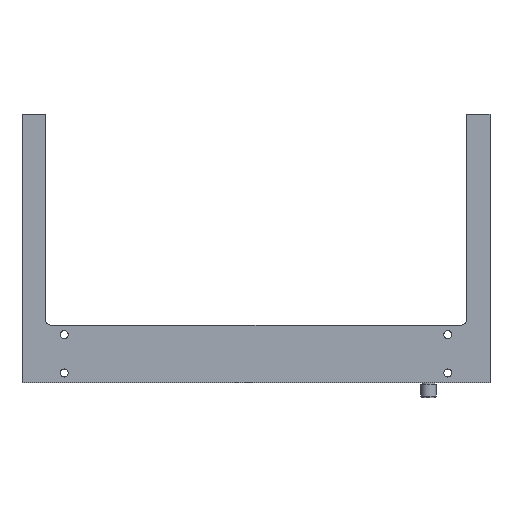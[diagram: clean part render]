
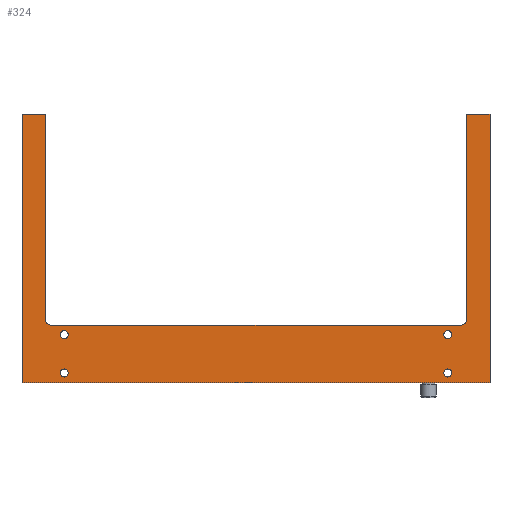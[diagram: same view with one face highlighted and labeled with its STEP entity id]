
A CAD part, top view. The second image highlights one B-rep face of the part: STEP entity #324.
In plain terms, the highlighted planar face has unit normal (0, 0, 1).
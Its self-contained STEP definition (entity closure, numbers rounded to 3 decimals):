
#214=VERTEX_POINT('',#607);
#216=VERTEX_POINT('',#609);
#224=EDGE_CURVE('',#524,#624,#625,.T.);
#230=EDGE_CURVE('',#468,#476,#631,.T.);
#232=EDGE_CURVE('',#436,#308,#633,.T.);
#238=EDGE_CURVE('',#476,#641,#642,.T.);
#292=EDGE_CURVE('',#216,#440,#713,.T.);
#302=VERTEX_POINT('',#725);
#308=VERTEX_POINT('',#732);
#312=EDGE_CURVE('',#328,#738,#739,.T.);
#324=ADVANCED_FACE('',(#756,#757,#758,#759,#760),#761,.T.);
#326=EDGE_CURVE('',#624,#524,#763,.T.);
#328=VERTEX_POINT('',#765);
#336=VERTEX_POINT('',#776);
#344=EDGE_CURVE('',#214,#785,#786,.T.);
#350=EDGE_CURVE('',#302,#793,#794,.T.);
#358=VERTEX_POINT('',#803);
#382=EDGE_CURVE('',#785,#214,#835,.T.);
#436=VERTEX_POINT('',#904);
#440=VERTEX_POINT('',#909);
#442=EDGE_CURVE('',#336,#216,#911,.T.);
#450=EDGE_CURVE('',#474,#925,#926,.T.);
#462=EDGE_CURVE('',#925,#474,#940,.T.);
#464=EDGE_CURVE('',#738,#328,#942,.T.);
#466=EDGE_CURVE('',#358,#302,#944,.T.);
#468=VERTEX_POINT('',#946);
#474=VERTEX_POINT('',#953);
#476=VERTEX_POINT('',#955);
#492=EDGE_CURVE('',#793,#468,#977,.T.);
#524=VERTEX_POINT('',#1015);
#538=EDGE_CURVE('',#440,#554,#1034,.T.);
#540=EDGE_CURVE('',#554,#436,#1036,.T.);
#548=EDGE_CURVE('',#641,#336,#1046,.T.);
#554=VERTEX_POINT('',#1052);
#586=EDGE_CURVE('',#308,#358,#1089,.T.);
#607=CARTESIAN_POINT('',(-102.1,-65.0,6.0));
#609=CARTESIAN_POINT('',(110.0,70.0,6.));
#624=VERTEX_POINT('',#1118);
#625=CIRCLE('',#1119,2.1);
#631=LINE('',#1126,#1127);
#633=LINE('',#1130,#1131);
#641=VERTEX_POINT('',#1141);
#642=CIRCLE('',#1142,3.0);
#713=LINE('',#1227,#1228);
#725=CARTESIAN_POINT('',(-110.0,-37.0,6.0));
#732=CARTESIAN_POINT('',(-122.0,70.0,6.));
#738=VERTEX_POINT('',#1255);
#739=CIRCLE('',#1256,2.1);
#756=FACE_BOUND('',#1275,.T.);
#757=FACE_BOUND('',#1276,.T.);
#758=FACE_BOUND('',#1277,.T.);
#759=FACE_BOUND('',#1278,.T.);
#760=FACE_OUTER_BOUND('',#1279,.T.);
#761=PLANE('',#1280);
#763=CIRCLE('',#1283,2.1);
#765=CARTESIAN_POINT('',(-102.1,-45.0,6.0));
#776=CARTESIAN_POINT('',(110.0,-37.0,6.0));
#785=VERTEX_POINT('',#1311);
#786=CIRCLE('',#1312,2.1);
#793=VERTEX_POINT('',#1322);
#794=CIRCLE('',#1323,3.0);
#803=CARTESIAN_POINT('',(-110.0,70.0,6.));
#835=CIRCLE('',#1375,2.1);
#904=CARTESIAN_POINT('',(-122.0,-70.0,6.0));
#909=CARTESIAN_POINT('',(122.0,70.0,6.));
#911=LINE('',#1469,#1470);
#925=VERTEX_POINT('',#1485);
#926=CIRCLE('',#1486,2.1);
#940=CIRCLE('',#1506,2.1);
#942=CIRCLE('',#1509,2.1);
#944=LINE('',#1512,#1513);
#946=CARTESIAN_POINT('',(-107.0,-40.0,6.0));
#953=CARTESIAN_POINT('',(97.9,-45.0,6.0));
#955=CARTESIAN_POINT('',(107.0,-40.0,6.0));
#977=CIRCLE('',#1549,3.0);
#1015=CARTESIAN_POINT('',(97.9,-65.0,6.0));
#1034=LINE('',#1623,#1624);
#1036=LINE('',#1627,#1628);
#1046=CIRCLE('',#1641,3.0);
#1052=CARTESIAN_POINT('',(122.0,-70.0,6.0));
#1089=LINE('',#1700,#1701);
#1118=CARTESIAN_POINT('',(102.1,-65.0,6.0));
#1119=AXIS2_PLACEMENT_3D('',#1743,#1744,#1745);
#1126=CARTESIAN_POINT('',(-107.0,-40.0,6.0));
#1127=VECTOR('',#1746,1.0);
#1130=CARTESIAN_POINT('',(-122.0,-70.0,6.0));
#1131=VECTOR('',#1747,1.0);
#1141=CARTESIAN_POINT('',(109.121,-39.121,6.0));
#1142=AXIS2_PLACEMENT_3D('',#1759,#1760,#1761);
#1227=CARTESIAN_POINT('',(110.0,70.0,6.));
#1228=VECTOR('',#1874,1.0);
#1255=CARTESIAN_POINT('',(-97.9,-45.0,6.0));
#1256=AXIS2_PLACEMENT_3D('',#1903,#1904,#1905);
#1275=EDGE_LOOP('',(#1940,#1941));
#1276=EDGE_LOOP('',(#1942,#1943));
#1277=EDGE_LOOP('',(#1944,#1945));
#1278=EDGE_LOOP('',(#1946,#1947));
#1279=EDGE_LOOP('',(#1948,#1949,#1950,#1951,#1952,#1953,#1954,#1955,#1956,#1957,#1958,#1959));
#1280=AXIS2_PLACEMENT_3D('',#1960,#1961,#1962);
#1283=AXIS2_PLACEMENT_3D('',#1963,#1964,#1965);
#1311=CARTESIAN_POINT('',(-97.9,-65.0,6.0));
#1312=AXIS2_PLACEMENT_3D('',#1995,#1996,#1997);
#1322=CARTESIAN_POINT('',(-109.121,-39.121,6.0));
#1323=AXIS2_PLACEMENT_3D('',#1999,#2000,#2001);
#1375=AXIS2_PLACEMENT_3D('',#2049,#2050,#2051);
#1469=CARTESIAN_POINT('',(110.0,-37.0,6.0));
#1470=VECTOR('',#2174,1.0);
#1485=CARTESIAN_POINT('',(102.1,-45.0,6.0));
#1486=AXIS2_PLACEMENT_3D('',#2201,#2202,#2203);
#1506=AXIS2_PLACEMENT_3D('',#2229,#2230,#2231);
#1509=AXIS2_PLACEMENT_3D('',#2232,#2233,#2234);
#1512=CARTESIAN_POINT('',(-110.0,70.0,6.));
#1513=VECTOR('',#2235,1.0);
#1549=AXIS2_PLACEMENT_3D('',#2286,#2287,#2288);
#1623=CARTESIAN_POINT('',(122.0,70.0,6.));
#1624=VECTOR('',#2362,1.0);
#1627=CARTESIAN_POINT('',(122.0,-70.0,6.0));
#1628=VECTOR('',#2363,1.0);
#1641=AXIS2_PLACEMENT_3D('',#2375,#2376,#2377);
#1700=CARTESIAN_POINT('',(-122.0,70.0,6.));
#1701=VECTOR('',#2425,1.0);
#1743=CARTESIAN_POINT('',(100.0,-65.0,6.0));
#1744=DIRECTION('',(0.0,0.0,-1.0));
#1745=DIRECTION('',(1.0,0.0,0.0));
#1746=DIRECTION('',(1.0,0.0,0.0));
#1747=DIRECTION('',(0.0,1.0,0.0));
#1759=CARTESIAN_POINT('',(107.0,-37.0,6.0));
#1760=DIRECTION('',(0.0,0.0,1.0));
#1761=DIRECTION('',(0.707,-0.707,0.0));
#1874=DIRECTION('',(1.0,0.0,0.0));
#1903=CARTESIAN_POINT('',(-100.0,-45.0,6.0));
#1904=DIRECTION('',(0.0,0.0,-1.0));
#1905=DIRECTION('',(1.0,0.0,0.0));
#1940=ORIENTED_EDGE('',*,*,#312,.T.);
#1941=ORIENTED_EDGE('',*,*,#464,.T.);
#1942=ORIENTED_EDGE('',*,*,#344,.T.);
#1943=ORIENTED_EDGE('',*,*,#382,.T.);
#1944=ORIENTED_EDGE('',*,*,#450,.T.);
#1945=ORIENTED_EDGE('',*,*,#462,.T.);
#1946=ORIENTED_EDGE('',*,*,#224,.T.);
#1947=ORIENTED_EDGE('',*,*,#326,.T.);
#1948=ORIENTED_EDGE('',*,*,#232,.F.);
#1949=ORIENTED_EDGE('',*,*,#540,.F.);
#1950=ORIENTED_EDGE('',*,*,#538,.F.);
#1951=ORIENTED_EDGE('',*,*,#292,.F.);
#1952=ORIENTED_EDGE('',*,*,#442,.F.);
#1953=ORIENTED_EDGE('',*,*,#548,.F.);
#1954=ORIENTED_EDGE('',*,*,#238,.F.);
#1955=ORIENTED_EDGE('',*,*,#230,.F.);
#1956=ORIENTED_EDGE('',*,*,#492,.F.);
#1957=ORIENTED_EDGE('',*,*,#350,.F.);
#1958=ORIENTED_EDGE('',*,*,#466,.F.);
#1959=ORIENTED_EDGE('',*,*,#586,.F.);
#1960=CARTESIAN_POINT('',(0.843,-22.451,6.0));
#1961=DIRECTION('',(0.0,0.0,1.0));
#1962=DIRECTION('',(1.0,0.0,0.0));
#1963=CARTESIAN_POINT('',(100.0,-65.0,6.0));
#1964=DIRECTION('',(0.0,0.0,-1.0));
#1965=DIRECTION('',(1.0,0.0,0.0));
#1995=CARTESIAN_POINT('',(-100.0,-65.0,6.0));
#1996=DIRECTION('',(0.0,0.0,-1.0));
#1997=DIRECTION('',(1.0,0.0,0.0));
#1999=CARTESIAN_POINT('',(-107.0,-37.0,6.0));
#2000=DIRECTION('',(0.0,0.0,1.0));
#2001=DIRECTION('',(-0.707,-0.707,0.0));
#2049=CARTESIAN_POINT('',(-100.0,-65.0,6.0));
#2050=DIRECTION('',(0.0,0.0,-1.0));
#2051=DIRECTION('',(1.0,0.0,0.0));
#2174=DIRECTION('',(0.0,1.0,0.0));
#2201=CARTESIAN_POINT('',(100.0,-45.0,6.0));
#2202=DIRECTION('',(0.0,0.0,-1.0));
#2203=DIRECTION('',(1.0,0.0,0.0));
#2229=CARTESIAN_POINT('',(100.0,-45.0,6.0));
#2230=DIRECTION('',(0.0,0.0,-1.0));
#2231=DIRECTION('',(1.0,0.0,0.0));
#2232=CARTESIAN_POINT('',(-100.0,-45.0,6.0));
#2233=DIRECTION('',(0.0,0.0,-1.0));
#2234=DIRECTION('',(1.0,0.0,0.0));
#2235=DIRECTION('',(0.,-1.0,0.0));
#2286=CARTESIAN_POINT('',(-107.0,-37.0,6.0));
#2287=DIRECTION('',(0.0,0.0,1.0));
#2288=DIRECTION('',(-0.707,-0.707,0.0));
#2362=DIRECTION('',(0.,-1.0,0.0));
#2363=DIRECTION('',(-1.0,0.0,0.0));
#2375=CARTESIAN_POINT('',(107.0,-37.0,6.0));
#2376=DIRECTION('',(0.0,0.0,1.0));
#2377=DIRECTION('',(0.707,-0.707,0.0));
#2425=DIRECTION('',(1.0,0.0,0.0));
